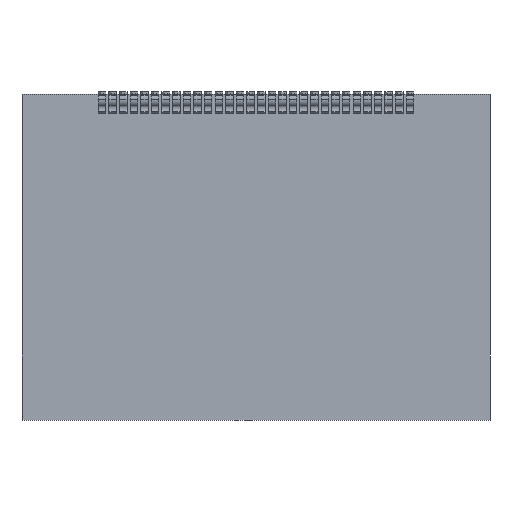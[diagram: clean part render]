
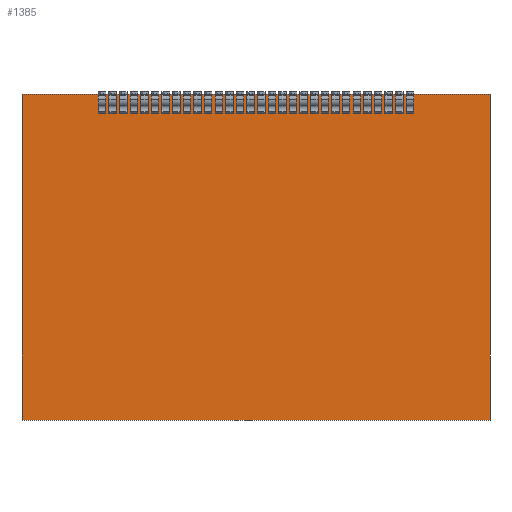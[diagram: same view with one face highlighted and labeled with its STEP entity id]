
A CAD part, front view. The second image highlights one B-rep face of the part: STEP entity #1385.
In plain terms, the highlighted planar face has unit normal (0, -1, 0).
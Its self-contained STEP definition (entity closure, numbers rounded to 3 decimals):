
#142 = EDGE_CURVE ( 'NONE', #650, #1567, #756, .T. ) ;
#171 = VECTOR ( 'NONE', #412, 1000. ) ;
#214 = DIRECTION ( 'NONE',  ( 1., 0., 0. ) ) ;
#227 = LINE ( 'NONE', #323, #1095 ) ;
#238 = DIRECTION ( 'NONE',  ( 0., -1., 0. ) ) ;
#275 = CARTESIAN_POINT ( 'NONE',  ( 0., 0., -39. ) ) ;
#284 = CARTESIAN_POINT ( 'NONE',  ( 56., 0., 0. ) ) ;
#309 = EDGE_CURVE ( 'NONE', #1383, #650, #1360, .T. ) ;
#323 = CARTESIAN_POINT ( 'NONE',  ( 0., 0., 0. ) ) ;
#324 = ORIENTED_EDGE ( 'NONE', *, *, #1412, .F. ) ;
#351 = AXIS2_PLACEMENT_3D ( 'NONE', #363, #238, #1102 ) ;
#363 = CARTESIAN_POINT ( 'NONE',  ( 0., 0., 0. ) ) ;
#412 = DIRECTION ( 'NONE',  ( 0., 0., -1. ) ) ;
#481 = CARTESIAN_POINT ( 'NONE',  ( 56., 0., -39. ) ) ;
#512 = CARTESIAN_POINT ( 'NONE',  ( 0., 0., -39. ) ) ;
#516 = ORIENTED_EDGE ( 'NONE', *, *, #142, .F. ) ;
#593 = EDGE_LOOP ( 'NONE', ( #871, #516, #880, #324 ) ) ;
#601 = CARTESIAN_POINT ( 'NONE',  ( 56., 0., 0. ) ) ;
#604 = VECTOR ( 'NONE', #802, 1000. ) ;
#612 = CARTESIAN_POINT ( 'NONE',  ( 0., 0., 0. ) ) ;
#650 = VERTEX_POINT ( 'NONE', #481 ) ;
#756 = LINE ( 'NONE', #512, #1344 ) ;
#802 = DIRECTION ( 'NONE',  ( 0., 0., 1. ) ) ;
#823 = CARTESIAN_POINT ( 'NONE',  ( 0., 0., 0. ) ) ;
#845 = VERTEX_POINT ( 'NONE', #612 ) ;
#858 = DIRECTION ( 'NONE',  ( -1., 0., 0. ) ) ;
#871 = ORIENTED_EDGE ( 'NONE', *, *, #1456, .F. ) ;
#880 = ORIENTED_EDGE ( 'NONE', *, *, #309, .F. ) ;
#976 = PLANE ( 'NONE',  #351 ) ;
#1095 = VECTOR ( 'NONE', #214, 1000. ) ;
#1102 = DIRECTION ( 'NONE',  ( 0., 0., -1. ) ) ;
#1344 = VECTOR ( 'NONE', #858, 1000. ) ;
#1360 = LINE ( 'NONE', #284, #171 ) ;
#1372 = LINE ( 'NONE', #823, #604 ) ;
#1383 = VERTEX_POINT ( 'NONE', #601 ) ;
#1385 = ADVANCED_FACE ( 'NONE', ( #1482 ), #976, .T. ) ;
#1412 = EDGE_CURVE ( 'NONE', #845, #1383, #227, .T. ) ;
#1456 = EDGE_CURVE ( 'NONE', #1567, #845, #1372, .T. ) ;
#1482 = FACE_OUTER_BOUND ( 'NONE', #593, .T. ) ;
#1567 = VERTEX_POINT ( 'NONE', #275 ) ;
